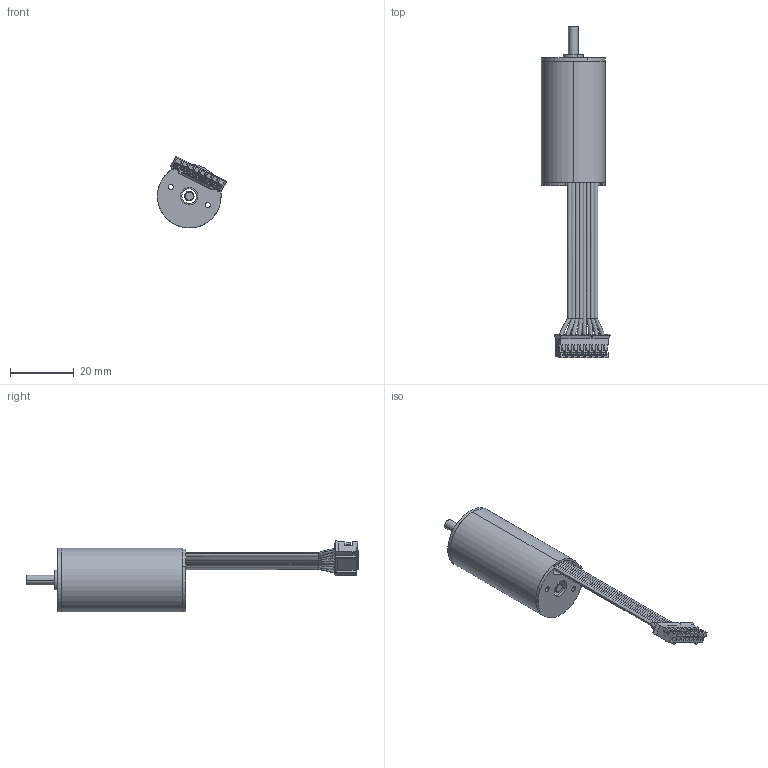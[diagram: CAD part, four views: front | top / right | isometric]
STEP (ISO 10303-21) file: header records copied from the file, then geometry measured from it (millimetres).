
FILE_DESCRIPTION (( 'STEP AP203' ), '1' );
FILE_NAME ('EC2040S.STEP', '2016-12-27T01:28:48', ( 'Sky123.Org' ), ( 'Sky123.Org' ), 'SwSTEP 2.0', 'SolidWorks 2013', '' );
FILE_SCHEMA (( 'CONFIG_CONTROL_DESIGN' ));
Length unit declared in the file: millimetre
Products named in the file (6): 01.07.0004 儂褲; 01.01.0003 ヶ傷裔; 01.02.0003 綴傷裔; 01.10.0005 粣; 01.14.0001 傷赽盄; EC2040S
Assembly tree (5 placements, depth 2):
  EC2040S
    01.07.0004 儂褲
    01.01.0003 ヶ傷裔
    01.02.0003 綴傷裔
    01.10.0005 粣
    01.14.0001 傷赽盄
Bounding box: 21.73 x 104.07 x 22.56 mm (x, y, z)
Volume: 4001.9 mm3; surface area: 10427.8 mm2
Topology: 4 solids, 30 shells, 488 faces, 1552 edges, 1047 vertices
Faces by surface type: plane 344, cylinder 114, bspline 14, cone 12, torus 4
Entity records: 18153 total; most frequent: CARTESIAN_POINT 3925, DIRECTION 2709, ORIENTED_EDGE 2688, EDGE_CURVE 1552, LINE 1261, VECTOR 1261, VERTEX_POINT 1047, AXIS2_PLACEMENT_3D 724
